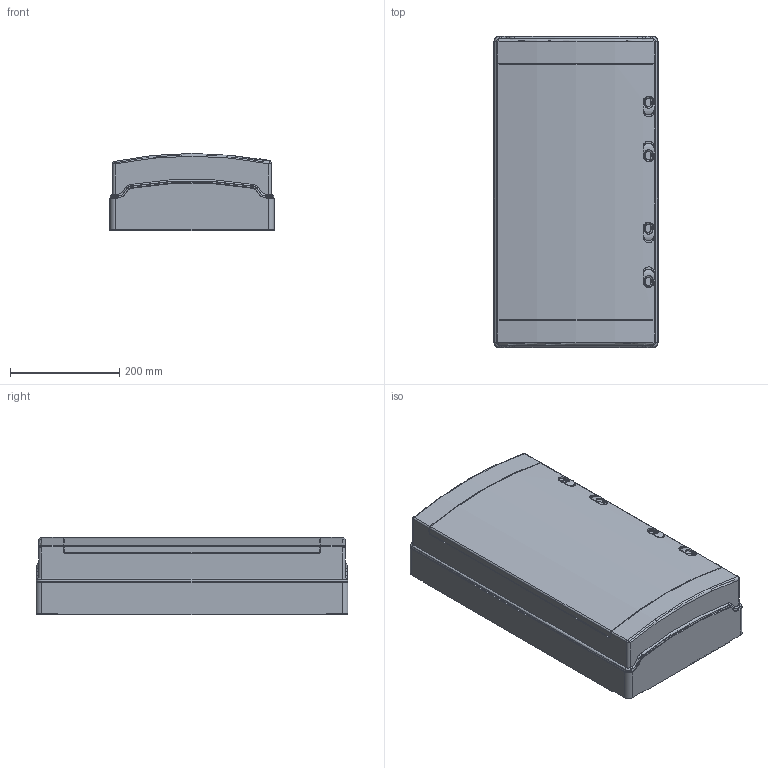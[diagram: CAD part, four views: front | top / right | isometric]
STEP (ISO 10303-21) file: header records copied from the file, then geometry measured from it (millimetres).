
FILE_DESCRIPTION((''),'2;1');
FILE_NAME('GW40105_ASM','2021-09-29T11:26:36',('User'),('Axiro Italia'),'CREO PARAMETRIC BY PTC INC, 2020354','CREO PARAMETRIC BY PTC INC, 2020354','');
FILE_SCHEMA(('CONFIG_CONTROL_DESIGN'));
Length unit declared in the file: millimetre
Products named in the file (6): GW40105_SCATOLA_OR; GW40105_COMPONENTE_PLASTICA_DX; GW40105_COPERCHIO_OR; GW40105_COMPONENTE_PLASTICA_SX; GUIDA_DIN_12_1; GW40105_ASM
Assembly tree (7 placements, depth 2):
  GW40105_ASM
    GW40105_SCATOLA_OR
    GW40105_COMPONENTE_PLASTICA_DX
    GW40105_COPERCHIO_OR
    GW40105_COMPONENTE_PLASTICA_SX
    GUIDA_DIN_12_1  x3
Bounding box: 300 x 570 x 140.86 mm (x, y, z)
Volume: 6688204.1 mm3; surface area: 1438644.6 mm2
Topology: 7 solids, 7 shells, 1768 faces, 4761 edges, 3106 vertices
Faces by surface type: plane 1281, cylinder 391, cone 44, bspline 28, torus 24
Entity records: 53664 total; most frequent: CARTESIAN_POINT 11032, ORIENTED_EDGE 8994, DIRECTION 8569, EDGE_CURVE 4497, VECTOR 3587, LINE 3587, VERTEX_POINT 2930, AXIS2_PLACEMENT_3D 2491
